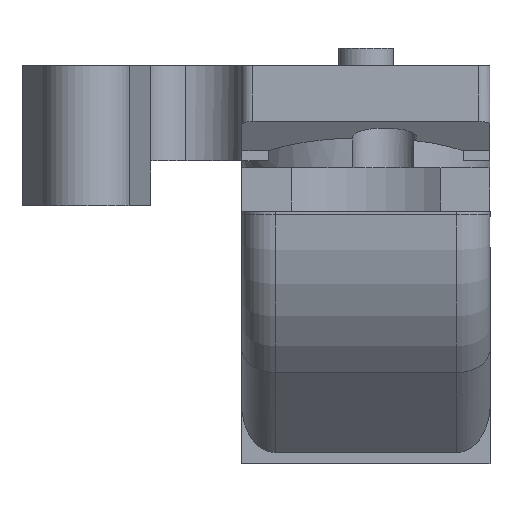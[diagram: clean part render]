
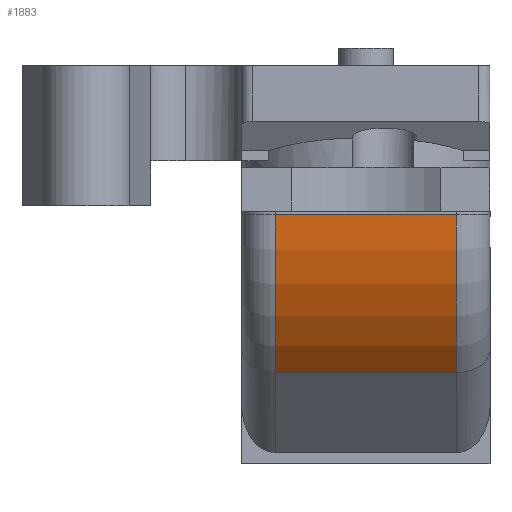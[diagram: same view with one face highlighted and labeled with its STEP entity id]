
A CAD part, front view. The second image highlights one B-rep face of the part: STEP entity #1883.
In plain terms, the highlighted cylindrical face has radius 20 mm (diameter 40 mm), a partial arc.
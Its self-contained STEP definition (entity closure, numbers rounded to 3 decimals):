
#153=FACE_OUTER_BOUND('',#275,.T.);
#275=EDGE_LOOP('',(#1444,#1445,#1446,#1447));
#412=CIRCLE('',#2067,20.);
#413=CIRCLE('',#2068,20.);
#529=LINE('',#3036,#691);
#532=LINE('',#3044,#694);
#691=VECTOR('',#2449,10.);
#694=VECTOR('',#2456,10.);
#882=VERTEX_POINT('',#3032);
#884=VERTEX_POINT('',#3035);
#886=VERTEX_POINT('',#3041);
#887=VERTEX_POINT('',#3043);
#1094=EDGE_CURVE('',#884,#882,#529,.T.);
#1097=EDGE_CURVE('',#886,#882,#412,.T.);
#1098=EDGE_CURVE('',#886,#887,#532,.T.);
#1099=EDGE_CURVE('',#884,#887,#413,.T.);
#1444=ORIENTED_EDGE('',*,*,#1097,.F.);
#1445=ORIENTED_EDGE('',*,*,#1098,.T.);
#1446=ORIENTED_EDGE('',*,*,#1099,.F.);
#1447=ORIENTED_EDGE('',*,*,#1094,.T.);
#1817=CYLINDRICAL_SURFACE('',#2066,20.);
#1883=ADVANCED_FACE('',(#153),#1817,.T.);
#2066=AXIS2_PLACEMENT_3D('',#3040,#2452,#2453);
#2067=AXIS2_PLACEMENT_3D('',#3042,#2454,#2455);
#2068=AXIS2_PLACEMENT_3D('',#3045,#2457,#2458);
#2449=DIRECTION('',(1.,0.,0.));
#2452=DIRECTION('center_axis',(-1.,0.,0.));
#2453=DIRECTION('ref_axis',(0.,-0.924,-0.383));
#2454=DIRECTION('center_axis',(1.,0.,0.));
#2455=DIRECTION('ref_axis',(0.,-0.924,-0.383));
#2456=DIRECTION('',(-1.,0.,0.));
#2457=DIRECTION('center_axis',(-1.,0.,0.));
#2458=DIRECTION('ref_axis',(0.,-0.924,-0.383));
#3032=CARTESIAN_POINT('',(8.182,49.724,-39.289));
#3035=CARTESIAN_POINT('',(-8.018,49.724,-39.289));
#3036=CARTESIAN_POINT('',(-1.669,49.724,-39.289));
#3040=CARTESIAN_POINT('Origin',(-1.669,63.866,-25.147));
#3041=CARTESIAN_POINT('',(8.182,43.866,-25.147));
#3042=CARTESIAN_POINT('Origin',(8.182,63.866,-25.147));
#3043=CARTESIAN_POINT('',(-8.018,43.866,-25.147));
#3044=CARTESIAN_POINT('',(-1.669,43.866,-25.147));
#3045=CARTESIAN_POINT('Origin',(-8.018,63.866,-25.147));
